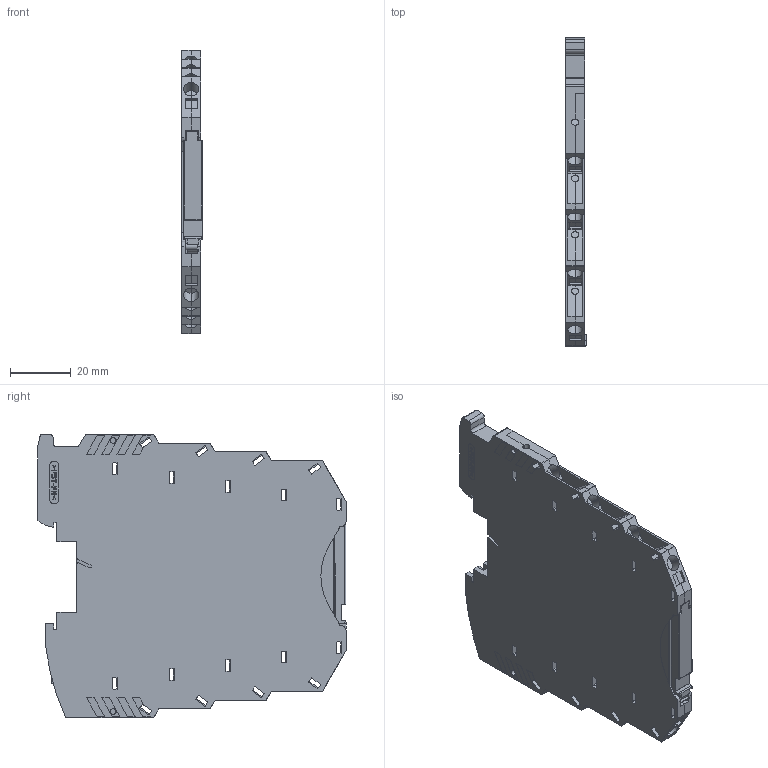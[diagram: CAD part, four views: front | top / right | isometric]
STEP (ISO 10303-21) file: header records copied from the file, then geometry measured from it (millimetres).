
FILE_DESCRIPTION(/* description */ ('','CAx-IF Rec.Pracs.---Representation and Presentation of Product Manufacturing Information (PMI)---3.8---2014-02-18'),/* implementation_level */ '2;1');
FILE_NAME(/* name */ 'K.stp',/* time_stamp */ '2017-03-16T15:06:08+01:00',/* author */ ('teso'),/* organization */ (''),/* preprocessor_version */ 'ST-DEVELOPER v16.5',/* originating_system */ 'Autodesk Inventor 2017',/* authorisation */ '');
FILE_SCHEMA (('AP242_MANAGED_MODEL_BASED_3D_ENGINEERING_MIM_LF { 1 0 10303 442 1 1 4 }'));
Products named in the file (6): K-proto; K-LS1; K-MB; K-MBC; K-RS; K-FC
Assembly tree (5 placements, depth 2):
  K-proto
    K-LS1
    K-MB
    K-MBC
    K-RS
    K-FC
Bounding box: 6.85 x 101.2 x 93.1 mm (x, y, z)
Volume: 42734.2 mm3; surface area: 60030 mm2
Topology: 5 solids, 5 shells, 3128 faces, 8921 edges, 5938 vertices
Faces by surface type: plane 2148, cylinder 866, bspline 108, cone 4, sphere 2
Entity records: 103104 total; most frequent: CARTESIAN_POINT 19324, ORIENTED_EDGE 17842, DIRECTION 17008, EDGE_CURVE 8921, LINE 6888, VECTOR 6888, VERTEX_POINT 5938, AXIS2_PLACEMENT_3D 5060
